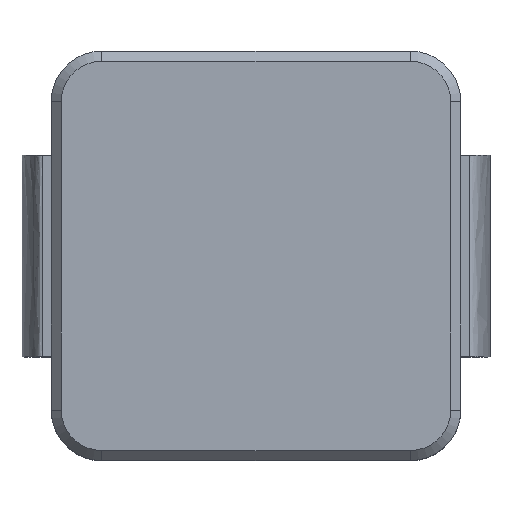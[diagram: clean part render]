
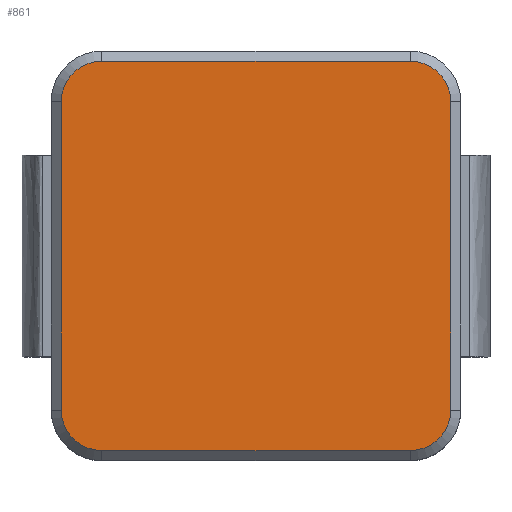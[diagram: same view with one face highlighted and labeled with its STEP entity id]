
A CAD part, top view. The second image highlights one B-rep face of the part: STEP entity #861.
In plain terms, the highlighted planar face has unit normal (0, 0, 1).
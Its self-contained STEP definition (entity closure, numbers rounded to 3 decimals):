
#17 = DIRECTION ( 'NONE',  ( 1., 0., 0. ) ) ;
#22 = DIRECTION ( 'NONE',  ( 0., 1., 0. ) ) ;
#23 = VECTOR ( 'NONE', #864, 1000. ) ;
#65 = CIRCLE ( 'NONE', #314, 0.4 ) ;
#75 = CARTESIAN_POINT ( 'NONE',  ( -1.53, 1.93, 1.8 ) ) ;
#76 = CARTESIAN_POINT ( 'NONE',  ( 1.53, 1.53, 1.8 ) ) ;
#90 = DIRECTION ( 'NONE',  ( 0., 0., 1. ) ) ;
#105 = CIRCLE ( 'NONE', #1106, 0.4 ) ;
#114 = LINE ( 'NONE', #823, #772 ) ;
#129 = PLANE ( 'NONE',  #338 ) ;
#152 = DIRECTION ( 'NONE',  ( 0., 1., 0. ) ) ;
#170 = DIRECTION ( 'NONE',  ( 0., 0., 1. ) ) ;
#182 = EDGE_CURVE ( 'NONE', #1144, #865, #65, .T. ) ;
#216 = DIRECTION ( 'NONE',  ( 0., -1., 0. ) ) ;
#238 = EDGE_CURVE ( 'NONE', #1213, #1303, #1068, .T. ) ;
#263 = CARTESIAN_POINT ( 'NONE',  ( -1.53, -1.53, 1.8 ) ) ;
#284 = DIRECTION ( 'NONE',  ( 0., 1., 0. ) ) ;
#286 = ORIENTED_EDGE ( 'NONE', *, *, #238, .T. ) ;
#292 = VECTOR ( 'NONE', #152, 1000. ) ;
#314 = AXIS2_PLACEMENT_3D ( 'NONE', #263, #170, #361 ) ;
#321 = DIRECTION ( 'NONE',  ( 0., 0., 1. ) ) ;
#338 = AXIS2_PLACEMENT_3D ( 'NONE', #826, #526, #22 ) ;
#361 = DIRECTION ( 'NONE',  ( 0., 1., 0. ) ) ;
#372 = VERTEX_POINT ( 'NONE', #553 ) ;
#407 = CARTESIAN_POINT ( 'NONE',  ( -1.93, -1.53, 1.8 ) ) ;
#446 = VERTEX_POINT ( 'NONE', #890 ) ;
#464 = EDGE_CURVE ( 'NONE', #1303, #372, #1019, .T. ) ;
#467 = DIRECTION ( 'NONE',  ( 0., 0., 1. ) ) ;
#489 = ORIENTED_EDGE ( 'NONE', *, *, #464, .T. ) ;
#494 = CARTESIAN_POINT ( 'NONE',  ( 1.93, -1.53, 1.8 ) ) ;
#526 = DIRECTION ( 'NONE',  ( 0., 0., -1. ) ) ;
#543 = EDGE_CURVE ( 'NONE', #372, #1144, #114, .T. ) ;
#553 = CARTESIAN_POINT ( 'NONE',  ( -1.93, 1.53, 1.8 ) ) ;
#610 = VERTEX_POINT ( 'NONE', #1162 ) ;
#614 = CARTESIAN_POINT ( 'NONE',  ( 1.53, 1.93, 1.8 ) ) ;
#638 = CARTESIAN_POINT ( 'NONE',  ( 1.93, 0., 1.8 ) ) ;
#654 = LINE ( 'NONE', #638, #292 ) ;
#697 = EDGE_CURVE ( 'NONE', #610, #1213, #105, .T. ) ;
#731 = AXIS2_PLACEMENT_3D ( 'NONE', #1234, #321, #909 ) ;
#758 = EDGE_CURVE ( 'NONE', #798, #610, #654, .T. ) ;
#772 = VECTOR ( 'NONE', #216, 1000. ) ;
#776 = CIRCLE ( 'NONE', #731, 0.4 ) ;
#780 = ORIENTED_EDGE ( 'NONE', *, *, #1224, .T. ) ;
#798 = VERTEX_POINT ( 'NONE', #494 ) ;
#822 = CARTESIAN_POINT ( 'NONE',  ( 0., -1.93, 1.8 ) ) ;
#823 = CARTESIAN_POINT ( 'NONE',  ( -1.93, 0., 1.8 ) ) ;
#826 = CARTESIAN_POINT ( 'NONE',  ( 0., 0., 1.8 ) ) ;
#861 = ADVANCED_FACE ( 'NONE', ( #1025 ), #129, .F. ) ;
#862 = DIRECTION ( 'NONE',  ( 0., 1., 0. ) ) ;
#864 = DIRECTION ( 'NONE',  ( -1., 0., 0. ) ) ;
#865 = VERTEX_POINT ( 'NONE', #1244 ) ;
#889 = ORIENTED_EDGE ( 'NONE', *, *, #697, .T. ) ;
#890 = CARTESIAN_POINT ( 'NONE',  ( 1.53, -1.93, 1.8 ) ) ;
#909 = DIRECTION ( 'NONE',  ( 0., 1., 0. ) ) ;
#914 = LINE ( 'NONE', #822, #974 ) ;
#932 = EDGE_LOOP ( 'NONE', ( #1114, #780, #1217, #889, #286, #489, #1275, #1164 ) ) ;
#962 = CARTESIAN_POINT ( 'NONE',  ( 0., 1.93, 1.8 ) ) ;
#974 = VECTOR ( 'NONE', #17, 1000. ) ;
#1019 = CIRCLE ( 'NONE', #1104, 0.4 ) ;
#1025 = FACE_OUTER_BOUND ( 'NONE', #932, .T. ) ;
#1068 = LINE ( 'NONE', #962, #23 ) ;
#1104 = AXIS2_PLACEMENT_3D ( 'NONE', #1289, #90, #284 ) ;
#1106 = AXIS2_PLACEMENT_3D ( 'NONE', #76, #467, #862 ) ;
#1114 = ORIENTED_EDGE ( 'NONE', *, *, #1222, .T. ) ;
#1144 = VERTEX_POINT ( 'NONE', #407 ) ;
#1162 = CARTESIAN_POINT ( 'NONE',  ( 1.93, 1.53, 1.8 ) ) ;
#1164 = ORIENTED_EDGE ( 'NONE', *, *, #182, .T. ) ;
#1213 = VERTEX_POINT ( 'NONE', #614 ) ;
#1217 = ORIENTED_EDGE ( 'NONE', *, *, #758, .T. ) ;
#1222 = EDGE_CURVE ( 'NONE', #865, #446, #914, .T. ) ;
#1224 = EDGE_CURVE ( 'NONE', #446, #798, #776, .T. ) ;
#1234 = CARTESIAN_POINT ( 'NONE',  ( 1.53, -1.53, 1.8 ) ) ;
#1244 = CARTESIAN_POINT ( 'NONE',  ( -1.53, -1.93, 1.8 ) ) ;
#1275 = ORIENTED_EDGE ( 'NONE', *, *, #543, .T. ) ;
#1289 = CARTESIAN_POINT ( 'NONE',  ( -1.53, 1.53, 1.8 ) ) ;
#1303 = VERTEX_POINT ( 'NONE', #75 ) ;
